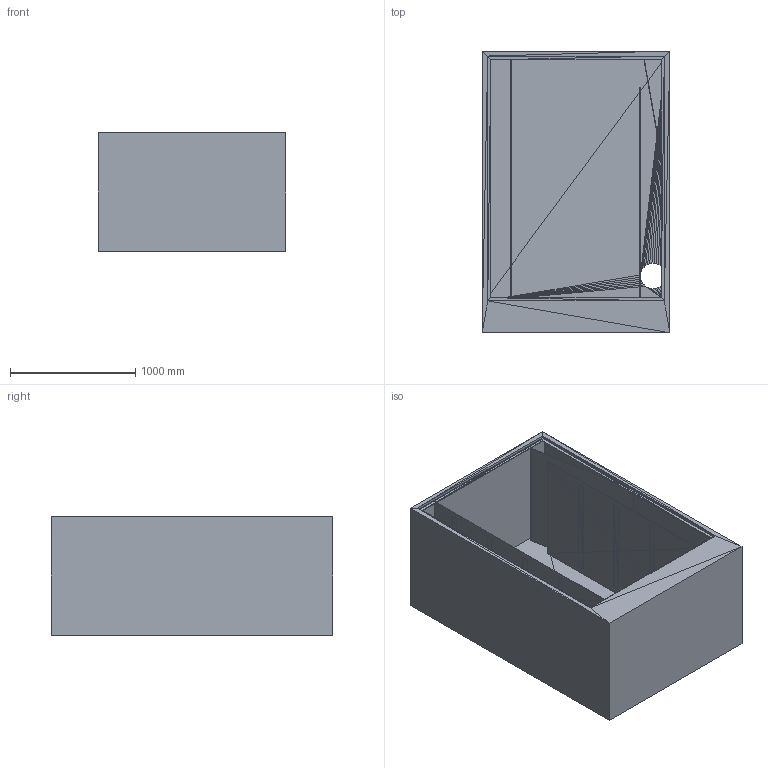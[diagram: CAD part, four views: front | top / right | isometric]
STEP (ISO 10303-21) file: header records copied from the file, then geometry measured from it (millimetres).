
FILE_DESCRIPTION(/* description */ (''),/* implementation_level */ '2;1');
FILE_NAME(/* name */ 'Trocknungsschrank_Aufrustung_Export.stp',/* time_stamp */ '2015-03-26T13:29:14+01:00',/* author */ ('boenisch'),/* organization */ (''),/* preprocessor_version */ 'ST-DEVELOPER v15.5',/* originating_system */ 'AutoCAD Mechanical',/* authorisation */ '');
FILE_SCHEMA (('AUTOMOTIVE_DESIGN { 1 0 10303 214 3 1 1 }'));
Length unit declared in the file: millimetre
Products named in the file (1): Product
Bounding box: 1500 x 2250 x 950 mm (x, y, z)
Surface area: 35669596.1 mm2 (no closed solid volume)
Topology: 0 solids, 293 shells, 293 faces, 999 edges, 999 vertices
Faces by surface type: plane 293
Entity records: 11258 total; most frequent: CARTESIAN_POINT 2292, DIRECTION 1587, LINE 999, VECTOR 999, VERTEX_POINT 999, EDGE_CURVE 999, ORIENTED_EDGE 999, AXIS2_PLACEMENT_3D 294
